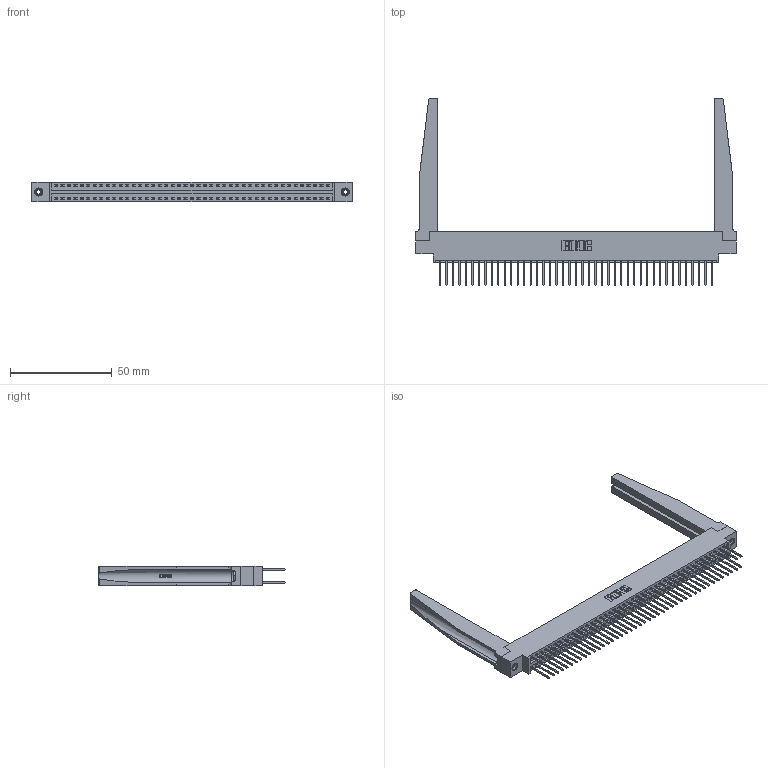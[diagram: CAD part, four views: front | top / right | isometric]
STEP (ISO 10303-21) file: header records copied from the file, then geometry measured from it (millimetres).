
FILE_DESCRIPTION (( 'STEP AP203' ), '1' );
FILE_NAME ('346-086-522-878.STEP', '2022-05-25T22:12:52', ( '' ), ( '' ), 'SwSTEP 2.0', 'SolidWorks 2020', '' );
FILE_SCHEMA (( 'CONFIG_CONTROL_DESIGN' ));
Length unit declared in the file: inch
Products named in the file (5): 345-292-001_345-293-122; 345-250-001_345-250-001-102; 346-086-522-878; 346-220-078_345-220-078; 346 Part_0.170 Offset - 0.156 Dia-TH
Assembly tree (91 placements, depth 2):
  346-086-522-878
    346 Part_0.170 Offset - 0.156 Dia-TH
    345-292-001_345-293-122  x86
    346-220-078_345-220-078  x2
    345-250-001_345-250-001-102  x2
Bounding box: 157.1 x 91.69 x 9.4 mm (x, y, z)
Volume: 22283.4 mm3; surface area: 28922.2 mm2
Topology: 91 solids, 91 shells, 4846 faces, 14315 edges, 9418 vertices
Faces by surface type: plane 3246, cylinder 1548, bspline 36, cone 12, torus 4
Entity records: 33242 total; most frequent: CARTESIAN_POINT 6421, ORIENTED_EDGE 5242, DIRECTION 4695, EDGE_CURVE 2621, VECTOR 2223, LINE 2223, VERTEX_POINT 1740, AXIS2_PLACEMENT_3D 1236
